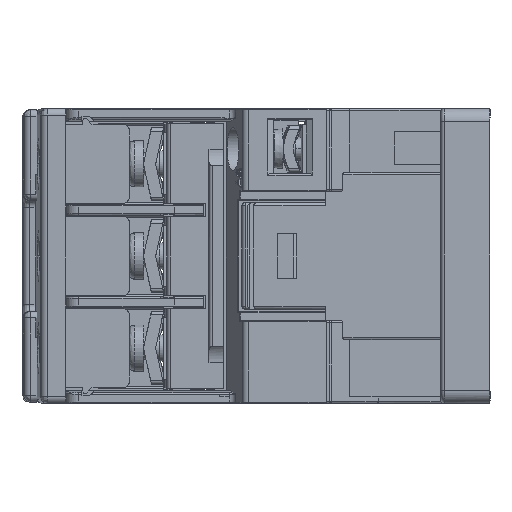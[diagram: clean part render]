
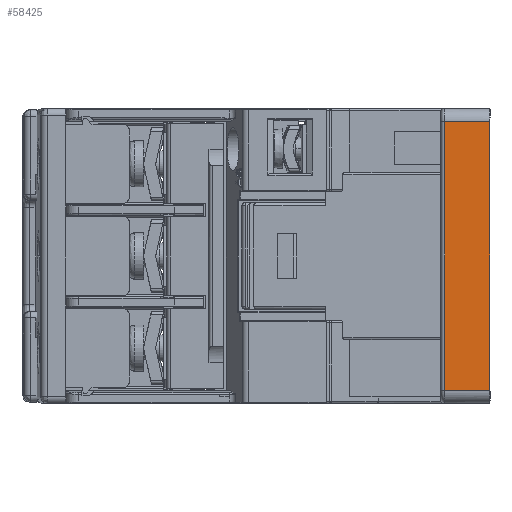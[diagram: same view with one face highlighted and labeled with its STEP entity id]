
A CAD part, left-side view. The second image highlights one B-rep face of the part: STEP entity #58425.
In plain terms, the highlighted planar face has unit normal (-1, 0, 0).
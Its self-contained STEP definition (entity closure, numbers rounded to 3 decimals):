
#20296 = EDGE_CURVE ( 'NONE', #58007, #58008, #101577, .T. ) ;
#20332 = EDGE_CURVE ( 'NONE', #58014, #58008, #101596, .T. ) ;
#26976 = EDGE_CURVE ( 'NONE', #58014, #58116, #101945, .T. ) ;
#26977 = EDGE_CURVE ( 'NONE', #58116, #58007, #101946, .T. ) ;
#32663 = EDGE_LOOP ( 'NONE', ( #35182, #35614, #34975, #35158 ) ) ;
#34975 = ORIENTED_EDGE ( 'NONE', *, *, #20296, .F. ) ;
#35158 = ORIENTED_EDGE ( 'NONE', *, *, #26977, .F. ) ;
#35182 = ORIENTED_EDGE ( 'NONE', *, *, #26976, .F. ) ;
#35614 = ORIENTED_EDGE ( 'NONE', *, *, #20332, .T. ) ;
#58007 = VERTEX_POINT ( 'NONE', #84287 ) ;
#58008 = VERTEX_POINT ( 'NONE', #84288 ) ;
#58014 = VERTEX_POINT ( 'NONE', #84294 ) ;
#58116 = VERTEX_POINT ( 'NONE', #84396 ) ;
#58425 = ADVANCED_FACE ( 'NONE', ( #85254 ), #88015, .T. ) ;
#77198 = AXIS2_PLACEMENT_3D ( 'NONE', #88016, #88018, #88019 ) ;
#84287 = CARTESIAN_POINT ( 'NONE',  ( -36.212, -5.244, 20.46 ) ) ;
#84288 = CARTESIAN_POINT ( 'NONE',  ( -36.212, -5.244, -20.463 ) ) ;
#84294 = CARTESIAN_POINT ( 'NONE',  ( -36.212, 1.677, -20.463 ) ) ;
#84396 = CARTESIAN_POINT ( 'NONE',  ( -36.212, 1.677, 20.46 ) ) ;
#85254 = FACE_OUTER_BOUND ( 'NONE', #32663, .T. ) ;
#88015 = PLANE ( 'NONE',  #77198 ) ;
#88016 = CARTESIAN_POINT ( 'NONE',  ( -36.212, -5.59, -22.509 ) ) ;
#88018 = DIRECTION ( 'NONE',  ( -1., 0., 0. ) ) ;
#88019 = DIRECTION ( 'NONE',  ( 0., 0., 1. ) ) ;
#101577 = LINE ( 'NONE', #106215, #133347 ) ;
#101596 = LINE ( 'NONE', #106599, #133335 ) ;
#101945 = LINE ( 'NONE', #113382, #110751 ) ;
#101946 = LINE ( 'NONE', #113387, #110752 ) ;
#106215 = CARTESIAN_POINT ( 'NONE',  ( -36.212, -5.244, -24.715 ) ) ;
#106217 = DIRECTION ( 'NONE',  ( 0., 0., -1. ) ) ;
#106599 = CARTESIAN_POINT ( 'NONE',  ( -36.212, 2.423, -20.463 ) ) ;
#106601 = DIRECTION ( 'NONE',  ( 0., -1., 0. ) ) ;
#110751 = VECTOR ( 'NONE', #113384, 1000. ) ;
#110752 = VECTOR ( 'NONE', #113388, 1000. ) ;
#113382 = CARTESIAN_POINT ( 'NONE',  ( -36.212, 1.677, -22.509 ) ) ;
#113384 = DIRECTION ( 'NONE',  ( 0., 0., 1. ) ) ;
#113387 = CARTESIAN_POINT ( 'NONE',  ( -36.212, -5.59, 20.46 ) ) ;
#113388 = DIRECTION ( 'NONE',  ( 0., -1., 0. ) ) ;
#133335 = VECTOR ( 'NONE', #106601, 1000. ) ;
#133347 = VECTOR ( 'NONE', #106217, 1000. ) ;
